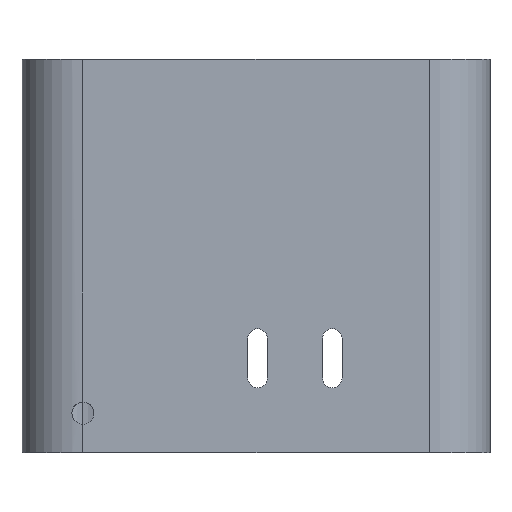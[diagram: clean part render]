
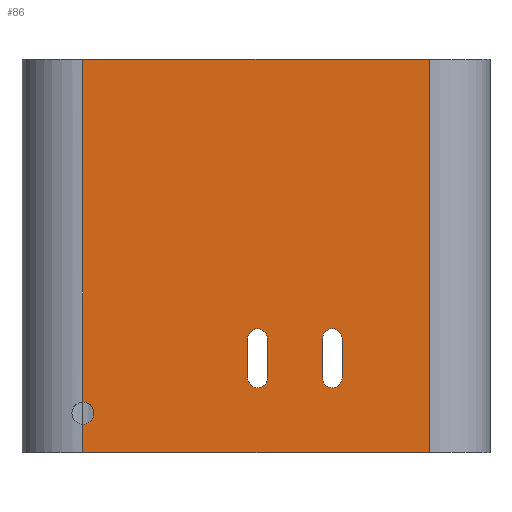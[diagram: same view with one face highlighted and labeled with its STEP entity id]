
A CAD part, left-side view. The second image highlights one B-rep face of the part: STEP entity #86.
In plain terms, the highlighted planar face has unit normal (-1, 0, 0).
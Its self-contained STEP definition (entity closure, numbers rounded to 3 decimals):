
#1 = LINE ( 'NONE', #85, #1135 ) ;
#6 = EDGE_CURVE ( 'NONE', #955, #290, #280, .T. ) ;
#14 = VERTEX_POINT ( 'NONE', #593 ) ;
#20 = LINE ( 'NONE', #727, #744 ) ;
#31 = EDGE_CURVE ( 'NONE', #770, #1010, #578, .T. ) ;
#33 = VECTOR ( 'NONE', #967, 1000. ) ;
#38 = DIRECTION ( 'NONE',  ( 0., 0., -1. ) ) ;
#45 = ORIENTED_EDGE ( 'NONE', *, *, #1160, .T. ) ;
#62 = CARTESIAN_POINT ( 'NONE',  ( -7.75, 23.05, 9.5 ) ) ;
#63 = CARTESIAN_POINT ( 'NONE',  ( -7.75, 0., 0. ) ) ;
#66 = ORIENTED_EDGE ( 'NONE', *, *, #386, .T. ) ;
#68 = EDGE_CURVE ( 'NONE', #884, #842, #20, .T. ) ;
#72 = VECTOR ( 'NONE', #1266, 1000. ) ;
#74 = CARTESIAN_POINT ( 'NONE',  ( -7.75, 20.55, 14.5 ) ) ;
#85 = CARTESIAN_POINT ( 'NONE',  ( -7.75, 13.55, 0. ) ) ;
#86 = ADVANCED_FACE ( 'NONE', ( #996, #598, #1108 ), #129, .T. ) ;
#89 = EDGE_LOOP ( 'NONE', ( #1188, #45, #350, #1078, #198 ) ) ;
#103 = CARTESIAN_POINT ( 'NONE',  ( -7.75, 21.8, 9.5 ) ) ;
#114 = CARTESIAN_POINT ( 'NONE',  ( -7.75, 44., 5. ) ) ;
#125 = VERTEX_POINT ( 'NONE', #1139 ) ;
#129 = PLANE ( 'NONE',  #640 ) ;
#137 = VECTOR ( 'NONE', #1171, 1000. ) ;
#183 = DIRECTION ( 'NONE',  ( 0., 0., -1. ) ) ;
#184 = VERTEX_POINT ( 'NONE', #74 ) ;
#198 = ORIENTED_EDGE ( 'NONE', *, *, #315, .T. ) ;
#201 = CARTESIAN_POINT ( 'NONE',  ( -7.75, 0., 50. ) ) ;
#223 = DIRECTION ( 'NONE',  ( 1., 0., 0. ) ) ;
#226 = EDGE_LOOP ( 'NONE', ( #333, #1269, #471, #66, #785, #988 ) ) ;
#234 = ORIENTED_EDGE ( 'NONE', *, *, #1201, .T. ) ;
#242 = AXIS2_PLACEMENT_3D ( 'NONE', #969, #664, #376 ) ;
#250 = DIRECTION ( 'NONE',  ( 0., 0., -1. ) ) ;
#263 = VECTOR ( 'NONE', #1142, 1000. ) ;
#279 = EDGE_CURVE ( 'NONE', #842, #328, #1093, .T. ) ;
#280 = CIRCLE ( 'NONE', #437, 1.25 ) ;
#283 = CARTESIAN_POINT ( 'NONE',  ( -7.75, 44., 50. ) ) ;
#290 = VERTEX_POINT ( 'NONE', #1051 ) ;
#298 = EDGE_LOOP ( 'NONE', ( #1262, #392, #422, #1236, #234 ) ) ;
#302 = AXIS2_PLACEMENT_3D ( 'NONE', #114, #601, #183 ) ;
#304 = LINE ( 'NONE', #283, #137 ) ;
#315 = EDGE_CURVE ( 'NONE', #661, #14, #1057, .T. ) ;
#318 = CARTESIAN_POINT ( 'NONE',  ( -7.75, 11.05, 9.5 ) ) ;
#321 = DIRECTION ( 'NONE',  ( 0., -1., 0. ) ) ;
#328 = VERTEX_POINT ( 'NONE', #412 ) ;
#332 = LINE ( 'NONE', #924, #1016 ) ;
#333 = ORIENTED_EDGE ( 'NONE', *, *, #1106, .T. ) ;
#350 = ORIENTED_EDGE ( 'NONE', *, *, #31, .T. ) ;
#376 = DIRECTION ( 'NONE',  ( 0., 0., -1. ) ) ;
#386 = EDGE_CURVE ( 'NONE', #328, #125, #332, .T. ) ;
#392 = ORIENTED_EDGE ( 'NONE', *, *, #702, .T. ) ;
#406 = CARTESIAN_POINT ( 'NONE',  ( -7.75, 13.55, 14.5 ) ) ;
#412 = CARTESIAN_POINT ( 'NONE',  ( -7.75, 44., 3.6 ) ) ;
#422 = ORIENTED_EDGE ( 'NONE', *, *, #904, .T. ) ;
#424 = VECTOR ( 'NONE', #784, 1000. ) ;
#437 = AXIS2_PLACEMENT_3D ( 'NONE', #781, #1162, #1175 ) ;
#454 = CARTESIAN_POINT ( 'NONE',  ( -7.75, 44., 6.4 ) ) ;
#461 = AXIS2_PLACEMENT_3D ( 'NONE', #647, #1039, #250 ) ;
#463 = DIRECTION ( 'NONE',  ( 0., 0., 1. ) ) ;
#471 = ORIENTED_EDGE ( 'NONE', *, *, #279, .T. ) ;
#474 = LINE ( 'NONE', #872, #72 ) ;
#487 = DIRECTION ( 'NONE',  ( 1., 0., 0. ) ) ;
#508 = VERTEX_POINT ( 'NONE', #406 ) ;
#523 = CIRCLE ( 'NONE', #1224, 1.25 ) ;
#526 = EDGE_CURVE ( 'NONE', #1010, #661, #857, .T. ) ;
#528 = CARTESIAN_POINT ( 'NONE',  ( -7.75, 44., 50. ) ) ;
#567 = CARTESIAN_POINT ( 'NONE',  ( -7.75, 20.55, 0. ) ) ;
#573 = LINE ( 'NONE', #863, #424 ) ;
#578 = CIRCLE ( 'NONE', #1092, 1.25 ) ;
#593 = CARTESIAN_POINT ( 'NONE',  ( -7.75, 23.05, 14.5 ) ) ;
#598 = FACE_BOUND ( 'NONE', #298, .T. ) ;
#601 = DIRECTION ( 'NONE',  ( 1., 0., 0. ) ) ;
#607 = DIRECTION ( 'NONE',  ( 1., 0., 0. ) ) ;
#617 = DIRECTION ( 'NONE',  ( 0., 0., -1. ) ) ;
#623 = CARTESIAN_POINT ( 'NONE',  ( -7.75, 11.05, 14.5 ) ) ;
#640 = AXIS2_PLACEMENT_3D ( 'NONE', #908, #1193, #321 ) ;
#647 = CARTESIAN_POINT ( 'NONE',  ( -7.75, 21.8, 14.5 ) ) ;
#661 = VERTEX_POINT ( 'NONE', #62 ) ;
#664 = DIRECTION ( 'NONE',  ( 1., 0., 0. ) ) ;
#701 = DIRECTION ( 'NONE',  ( 0., 0., -1. ) ) ;
#702 = EDGE_CURVE ( 'NONE', #508, #848, #523, .T. ) ;
#727 = CARTESIAN_POINT ( 'NONE',  ( -7.75, 44., 0. ) ) ;
#744 = VECTOR ( 'NONE', #701, 1000. ) ;
#770 = VERTEX_POINT ( 'NONE', #1117 ) ;
#771 = VECTOR ( 'NONE', #1184, 1000. ) ;
#781 = CARTESIAN_POINT ( 'NONE',  ( -7.75, 12.3, 9.5 ) ) ;
#784 = DIRECTION ( 'NONE',  ( 0., -1., 0. ) ) ;
#785 = ORIENTED_EDGE ( 'NONE', *, *, #1067, .T. ) ;
#795 = CIRCLE ( 'NONE', #242, 1.25 ) ;
#806 = EDGE_CURVE ( 'NONE', #14, #184, #1019, .T. ) ;
#826 = CARTESIAN_POINT ( 'NONE',  ( -7.75, 13.55, 9.5 ) ) ;
#834 = VERTEX_POINT ( 'NONE', #63 ) ;
#842 = VERTEX_POINT ( 'NONE', #454 ) ;
#848 = VERTEX_POINT ( 'NONE', #623 ) ;
#857 = CIRCLE ( 'NONE', #1017, 1.25 ) ;
#863 = CARTESIAN_POINT ( 'NONE',  ( -7.75, 44., 0. ) ) ;
#872 = CARTESIAN_POINT ( 'NONE',  ( -7.75, 0., 0. ) ) ;
#873 = VERTEX_POINT ( 'NONE', #826 ) ;
#884 = VERTEX_POINT ( 'NONE', #528 ) ;
#901 = CARTESIAN_POINT ( 'NONE',  ( -7.75, 23.05, 0. ) ) ;
#904 = EDGE_CURVE ( 'NONE', #848, #955, #1169, .T. ) ;
#908 = CARTESIAN_POINT ( 'NONE',  ( -7.75, 44., 0. ) ) ;
#924 = CARTESIAN_POINT ( 'NONE',  ( -7.75, 44., 0. ) ) ;
#950 = LINE ( 'NONE', #567, #33 ) ;
#955 = VERTEX_POINT ( 'NONE', #318 ) ;
#967 = DIRECTION ( 'NONE',  ( 0., 0., -1. ) ) ;
#969 = CARTESIAN_POINT ( 'NONE',  ( -7.75, 12.3, 9.5 ) ) ;
#988 = ORIENTED_EDGE ( 'NONE', *, *, #1170, .T. ) ;
#996 = FACE_BOUND ( 'NONE', #89, .T. ) ;
#1010 = VERTEX_POINT ( 'NONE', #1040 ) ;
#1016 = VECTOR ( 'NONE', #617, 1000. ) ;
#1017 = AXIS2_PLACEMENT_3D ( 'NONE', #103, #487, #1079 ) ;
#1019 = CIRCLE ( 'NONE', #461, 1.25 ) ;
#1039 = DIRECTION ( 'NONE',  ( 1., 0., 0. ) ) ;
#1040 = CARTESIAN_POINT ( 'NONE',  ( -7.75, 21.8, 8.25 ) ) ;
#1051 = CARTESIAN_POINT ( 'NONE',  ( -7.75, 12.3, 8.25 ) ) ;
#1057 = LINE ( 'NONE', #901, #771 ) ;
#1067 = EDGE_CURVE ( 'NONE', #125, #834, #573, .T. ) ;
#1078 = ORIENTED_EDGE ( 'NONE', *, *, #526, .T. ) ;
#1079 = DIRECTION ( 'NONE',  ( 0., 0., -1. ) ) ;
#1092 = AXIS2_PLACEMENT_3D ( 'NONE', #1121, #607, #38 ) ;
#1093 = CIRCLE ( 'NONE', #302, 1.4 ) ;
#1098 = CARTESIAN_POINT ( 'NONE',  ( -7.75, 12.3, 14.5 ) ) ;
#1106 = EDGE_CURVE ( 'NONE', #1107, #884, #304, .T. ) ;
#1107 = VERTEX_POINT ( 'NONE', #201 ) ;
#1108 = FACE_OUTER_BOUND ( 'NONE', #226, .T. ) ;
#1117 = CARTESIAN_POINT ( 'NONE',  ( -7.75, 20.55, 9.5 ) ) ;
#1121 = CARTESIAN_POINT ( 'NONE',  ( -7.75, 21.8, 9.5 ) ) ;
#1128 = EDGE_CURVE ( 'NONE', #873, #508, #1, .T. ) ;
#1135 = VECTOR ( 'NONE', #463, 1000. ) ;
#1139 = CARTESIAN_POINT ( 'NONE',  ( -7.75, 44., 0. ) ) ;
#1142 = DIRECTION ( 'NONE',  ( 0., 0., -1. ) ) ;
#1160 = EDGE_CURVE ( 'NONE', #184, #770, #950, .T. ) ;
#1162 = DIRECTION ( 'NONE',  ( 1., 0., 0. ) ) ;
#1169 = LINE ( 'NONE', #1278, #263 ) ;
#1170 = EDGE_CURVE ( 'NONE', #834, #1107, #474, .T. ) ;
#1171 = DIRECTION ( 'NONE',  ( 0., 1., 0. ) ) ;
#1175 = DIRECTION ( 'NONE',  ( 0., 0., -1. ) ) ;
#1184 = DIRECTION ( 'NONE',  ( 0., 0., 1. ) ) ;
#1188 = ORIENTED_EDGE ( 'NONE', *, *, #806, .T. ) ;
#1193 = DIRECTION ( 'NONE',  ( -1., 0., 0. ) ) ;
#1196 = DIRECTION ( 'NONE',  ( 0., 0., -1. ) ) ;
#1201 = EDGE_CURVE ( 'NONE', #290, #873, #795, .T. ) ;
#1224 = AXIS2_PLACEMENT_3D ( 'NONE', #1098, #223, #1196 ) ;
#1236 = ORIENTED_EDGE ( 'NONE', *, *, #6, .T. ) ;
#1262 = ORIENTED_EDGE ( 'NONE', *, *, #1128, .T. ) ;
#1266 = DIRECTION ( 'NONE',  ( 0., 0., 1. ) ) ;
#1269 = ORIENTED_EDGE ( 'NONE', *, *, #68, .T. ) ;
#1278 = CARTESIAN_POINT ( 'NONE',  ( -7.75, 11.05, 0. ) ) ;
